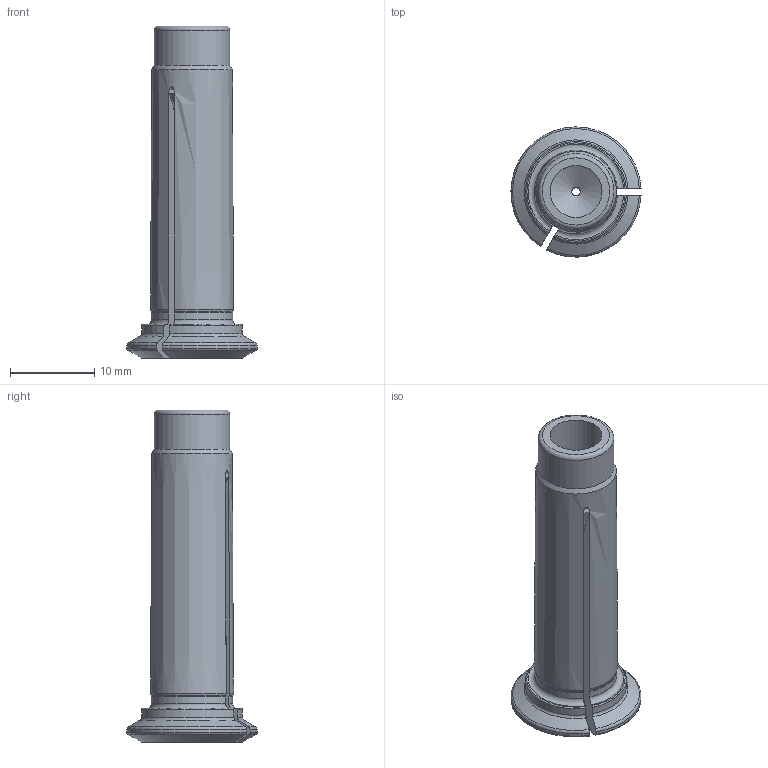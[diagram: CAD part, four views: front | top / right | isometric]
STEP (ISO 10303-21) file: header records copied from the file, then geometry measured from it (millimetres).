
FILE_DESCRIPTION(/* description */ (''),/* implementation_level */ '2;1');
FILE_NAME(/* name */ '171001000.stp',/* time_stamp */ '2021-01-08T12:09:55',/* author */ ('LRA'),/* organization */ ('REGO-FIX'),/* preprocessor_version */ ' Unknown',/* originating_system */ 'SIEMENS PLM Software Solid Edge ST10',/* authorization */ 'Unknown');
FILE_SCHEMA (('AUTOMOTIVE_DESIGN { 1 0 10303 214 2 1 1}'));
Length unit declared in the file: millimetre
Products named in the file (1): NOCUT
Bounding box: 15.49 x 15.5 x 39.5 mm (x, y, z)
Volume: 2649.9 mm3; surface area: 2250.3 mm2
Topology: 1 solids, 1 shells, 50 faces, 148 edges, 97 vertices
Faces by surface type: torus 19, cone 11, cylinder 10, plane 10
Full cylindrical faces by diameter (mm): 1 x1, 6.188 x2, 9 x1
Entity records: 2096 total; most frequent: CARTESIAN_POINT 532, ORIENTED_EDGE 260, DIRECTION 230, EDGE_CURVE 130, AXIS2_PLACEMENT_3D 101, VERTEX_POINT 90, EDGE_LOOP 62, FACE_BOUND 62
